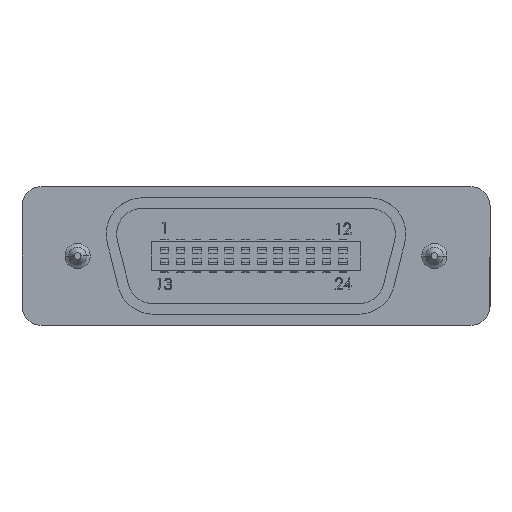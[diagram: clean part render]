
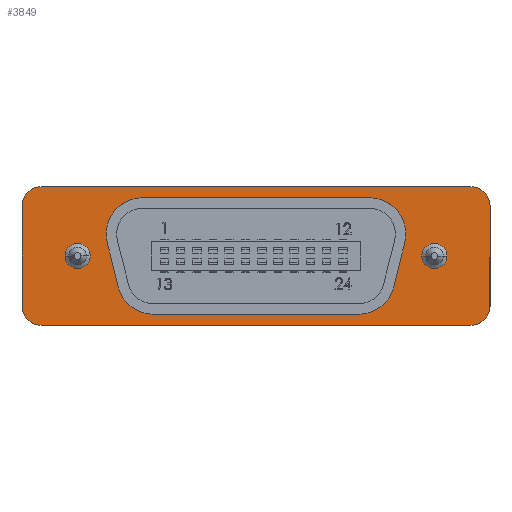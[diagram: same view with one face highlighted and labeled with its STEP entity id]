
A CAD part, front view. The second image highlights one B-rep face of the part: STEP entity #3849.
In plain terms, the highlighted planar face has unit normal (0, -1, 0).
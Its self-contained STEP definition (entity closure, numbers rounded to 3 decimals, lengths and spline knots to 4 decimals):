
#3822 = EDGE_CURVE ( 'NONE', #3833, #3904, #20639, .T. ) ;
#3824 = ORIENTED_EDGE ( 'NONE', *, *, #12266, .T. ) ;
#3825 = EDGE_LOOP ( 'NONE', ( #3826, #3828 ) ) ;
#3826 = ORIENTED_EDGE ( 'NONE', *, *, #3827, .T. ) ;
#3827 = EDGE_CURVE ( 'NONE', #12349, #12334, #20692, .T. ) ;
#3828 = ORIENTED_EDGE ( 'NONE', *, *, #12336, .T. ) ;
#3829 = EDGE_LOOP ( 'NONE', ( #3830, #3834, #3837, #3896, #3899, #3901, #3902, #3905 ) ) ;
#3830 = ORIENTED_EDGE ( 'NONE', *, *, #3831, .F. ) ;
#3831 = EDGE_CURVE ( 'NONE', #3832, #3833, #20687, .T. ) ;
#3832 = VERTEX_POINT ( 'NONE', #20682 ) ;
#3833 = VERTEX_POINT ( 'NONE', #20681 ) ;
#3834 = ORIENTED_EDGE ( 'NONE', *, *, #3835, .F. ) ;
#3835 = EDGE_CURVE ( 'NONE', #3836, #3832, #20680, .T. ) ;
#3836 = VERTEX_POINT ( 'NONE', #20676 ) ;
#3837 = ORIENTED_EDGE ( 'NONE', *, *, #3895, .F. ) ;
#3838 = VERTEX_POINT ( 'NONE', #20675 ) ;
#3849 = ADVANCED_FACE ( 'NONE', ( #20725, #20724, #20723 ), #20722, .T. ) ;
#3850 = EDGE_LOOP ( 'NONE', ( #3851, #3824 ) ) ;
#3851 = ORIENTED_EDGE ( 'NONE', *, *, #3852, .T. ) ;
#3852 = EDGE_CURVE ( 'NONE', #12319, #12318, #20717, .T. ) ;
#3895 = EDGE_CURVE ( 'NONE', #3838, #3836, #20775, .T. ) ;
#3896 = ORIENTED_EDGE ( 'NONE', *, *, #3897, .F. ) ;
#3897 = EDGE_CURVE ( 'NONE', #3898, #3838, #20770, .T. ) ;
#3898 = VERTEX_POINT ( 'NONE', #20766 ) ;
#3899 = ORIENTED_EDGE ( 'NONE', *, *, #3900, .F. ) ;
#3900 = EDGE_CURVE ( 'NONE', #12569, #3898, #20764, .T. ) ;
#3901 = ORIENTED_EDGE ( 'NONE', *, *, #12566, .F. ) ;
#3902 = ORIENTED_EDGE ( 'NONE', *, *, #3903, .F. ) ;
#3903 = EDGE_CURVE ( 'NONE', #3904, #12579, #20824, .T. ) ;
#3904 = VERTEX_POINT ( 'NONE', #20820 ) ;
#3905 = ORIENTED_EDGE ( 'NONE', *, *, #3822, .F. ) ;
#12266 = EDGE_CURVE ( 'NONE', #12318, #12319, #39300, .T. ) ;
#12318 = VERTEX_POINT ( 'NONE', #39448 ) ;
#12319 = VERTEX_POINT ( 'NONE', #39447 ) ;
#12334 = VERTEX_POINT ( 'NONE', #39428 ) ;
#12336 = EDGE_CURVE ( 'NONE', #12334, #12349, #39426, .T. ) ;
#12349 = VERTEX_POINT ( 'NONE', #39464 ) ;
#12566 = EDGE_CURVE ( 'NONE', #12579, #12569, #39836, .T. ) ;
#12569 = VERTEX_POINT ( 'NONE', #39832 ) ;
#12579 = VERTEX_POINT ( 'NONE', #39877 ) ;
#20636 = DIRECTION ( 'NONE',  ( 0., 0., -1. ) ) ;
#20637 = VECTOR ( 'NONE', #20636, 39.3701 ) ;
#20638 = CARTESIAN_POINT ( 'NONE',  ( 1.225, -0.4025, 0.2625 ) ) ;
#20639 = LINE ( 'NONE', #20638, #20637 ) ;
#20675 = CARTESIAN_POINT ( 'NONE',  ( -1.225, -0.4025, 0.2625 ) ) ;
#20676 = CARTESIAN_POINT ( 'NONE',  ( -1.125, -0.4025, 0.3625 ) ) ;
#20677 = DIRECTION ( 'NONE',  ( 1., 0., 0. ) ) ;
#20678 = VECTOR ( 'NONE', #20677, 39.3701 ) ;
#20679 = CARTESIAN_POINT ( 'NONE',  ( -1.125, -0.4025, 0.3625 ) ) ;
#20680 = LINE ( 'NONE', #20679, #20678 ) ;
#20681 = CARTESIAN_POINT ( 'NONE',  ( 1.225, -0.4025, 0.2625 ) ) ;
#20682 = CARTESIAN_POINT ( 'NONE',  ( 1.125, -0.4025, 0.3625 ) ) ;
#20683 = DIRECTION ( 'NONE',  ( 0., 0., -1. ) ) ;
#20684 = DIRECTION ( 'NONE',  ( 0., 1., 0. ) ) ;
#20685 = CARTESIAN_POINT ( 'NONE',  ( 1.125, -0.4025, 0.2625 ) ) ;
#20686 = AXIS2_PLACEMENT_3D ( 'NONE', #20685, #20684, #20683 ) ;
#20687 = CIRCLE ( 'NONE', #20686, 0.1 ) ;
#20688 = DIRECTION ( 'NONE',  ( 0., 0., 1. ) ) ;
#20689 = DIRECTION ( 'NONE',  ( 0., 1., 0. ) ) ;
#20690 = CARTESIAN_POINT ( 'NONE',  ( -0.934, -0.4025, 0. ) ) ;
#20691 = AXIS2_PLACEMENT_3D ( 'NONE', #20690, #20689, #20688 ) ;
#20692 = CIRCLE ( 'NONE', #20691, 0.06 ) ;
#20713 = DIRECTION ( 'NONE',  ( 0., 0., 1. ) ) ;
#20714 = DIRECTION ( 'NONE',  ( 0., 1., 0. ) ) ;
#20715 = CARTESIAN_POINT ( 'NONE',  ( 0.934, -0.4025, 0. ) ) ;
#20716 = AXIS2_PLACEMENT_3D ( 'NONE', #20715, #20714, #20713 ) ;
#20717 = CIRCLE ( 'NONE', #20716, 0.06 ) ;
#20718 = DIRECTION ( 'NONE',  ( 0., 0., -1. ) ) ;
#20719 = DIRECTION ( 'NONE',  ( 0., -1., 0. ) ) ;
#20720 = CARTESIAN_POINT ( 'NONE',  ( 1.125, -0.4025, 0.2625 ) ) ;
#20721 = AXIS2_PLACEMENT_3D ( 'NONE', #20720, #20719, #20718 ) ;
#20722 = PLANE ( 'NONE',  #20721 ) ;
#20723 = FACE_OUTER_BOUND ( 'NONE', #3829, .T. ) ;
#20724 = FACE_BOUND ( 'NONE', #3825, .T. ) ;
#20725 = FACE_BOUND ( 'NONE', #3850, .T. ) ;
#20761 = DIRECTION ( 'NONE',  ( 0., 1., 0. ) ) ;
#20762 = CARTESIAN_POINT ( 'NONE',  ( -1.125, -0.4025, -0.2625 ) ) ;
#20763 = AXIS2_PLACEMENT_3D ( 'NONE', #20762, #20761, #20825 ) ;
#20764 = CIRCLE ( 'NONE', #20763, 0.1 ) ;
#20765 = CARTESIAN_POINT ( 'NONE',  ( 1.125, -0.4025, -0.2625 ) ) ;
#20766 = CARTESIAN_POINT ( 'NONE',  ( -1.225, -0.4025, -0.2625 ) ) ;
#20767 = DIRECTION ( 'NONE',  ( 0., 0., 1. ) ) ;
#20768 = VECTOR ( 'NONE', #20767, 39.3701 ) ;
#20769 = CARTESIAN_POINT ( 'NONE',  ( -1.225, -0.4025, 0.2625 ) ) ;
#20770 = LINE ( 'NONE', #20769, #20768 ) ;
#20771 = DIRECTION ( 'NONE',  ( 0., 0., 1. ) ) ;
#20772 = DIRECTION ( 'NONE',  ( 0., 1., 0. ) ) ;
#20773 = CARTESIAN_POINT ( 'NONE',  ( -1.125, -0.4025, 0.2625 ) ) ;
#20774 = AXIS2_PLACEMENT_3D ( 'NONE', #20773, #20772, #20771 ) ;
#20775 = CIRCLE ( 'NONE', #20774, 0.1 ) ;
#20820 = CARTESIAN_POINT ( 'NONE',  ( 1.225, -0.4025, -0.2625 ) ) ;
#20821 = DIRECTION ( 'NONE',  ( 0., 0., 1. ) ) ;
#20822 = DIRECTION ( 'NONE',  ( 0., 1., 0. ) ) ;
#20823 = AXIS2_PLACEMENT_3D ( 'NONE', #20765, #20822, #20821 ) ;
#20824 = CIRCLE ( 'NONE', #20823, 0.1 ) ;
#20825 = DIRECTION ( 'NONE',  ( 0., 0., 1. ) ) ;
#39296 = DIRECTION ( 'NONE',  ( 0., 0., 1. ) ) ;
#39297 = DIRECTION ( 'NONE',  ( 0., 1., 0. ) ) ;
#39298 = CARTESIAN_POINT ( 'NONE',  ( 0.934, -0.4025, 0. ) ) ;
#39299 = AXIS2_PLACEMENT_3D ( 'NONE', #39298, #39297, #39296 ) ;
#39300 = CIRCLE ( 'NONE', #39299, 0.06 ) ;
#39422 = DIRECTION ( 'NONE',  ( 0., 0., 1. ) ) ;
#39423 = DIRECTION ( 'NONE',  ( 0., 1., 0. ) ) ;
#39424 = CARTESIAN_POINT ( 'NONE',  ( -0.934, -0.4025, 0. ) ) ;
#39425 = AXIS2_PLACEMENT_3D ( 'NONE', #39424, #39423, #39422 ) ;
#39426 = CIRCLE ( 'NONE', #39425, 0.06 ) ;
#39428 = CARTESIAN_POINT ( 'NONE',  ( -0.934, -0.4025, -0.06 ) ) ;
#39447 = CARTESIAN_POINT ( 'NONE',  ( 0.934, -0.4025, 0.06 ) ) ;
#39448 = CARTESIAN_POINT ( 'NONE',  ( 0.934, -0.4025, -0.06 ) ) ;
#39464 = CARTESIAN_POINT ( 'NONE',  ( -0.934, -0.4025, 0.06 ) ) ;
#39832 = CARTESIAN_POINT ( 'NONE',  ( -1.125, -0.4025, -0.3625 ) ) ;
#39833 = DIRECTION ( 'NONE',  ( -1., 0., 0. ) ) ;
#39834 = VECTOR ( 'NONE', #39833, 39.3701 ) ;
#39835 = CARTESIAN_POINT ( 'NONE',  ( -1.125, -0.4025, -0.3625 ) ) ;
#39836 = LINE ( 'NONE', #39835, #39834 ) ;
#39877 = CARTESIAN_POINT ( 'NONE',  ( 1.125, -0.4025, -0.3625 ) ) ;
